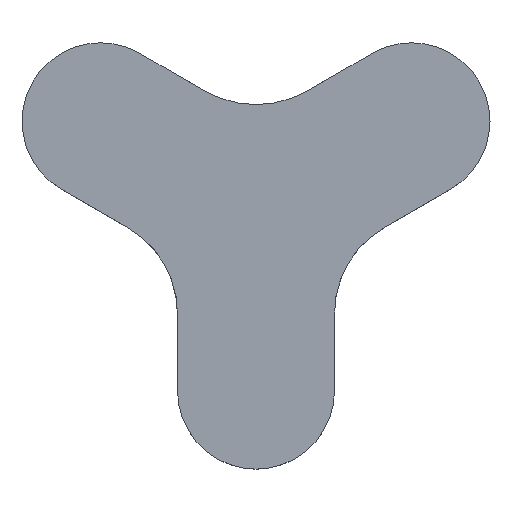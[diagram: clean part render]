
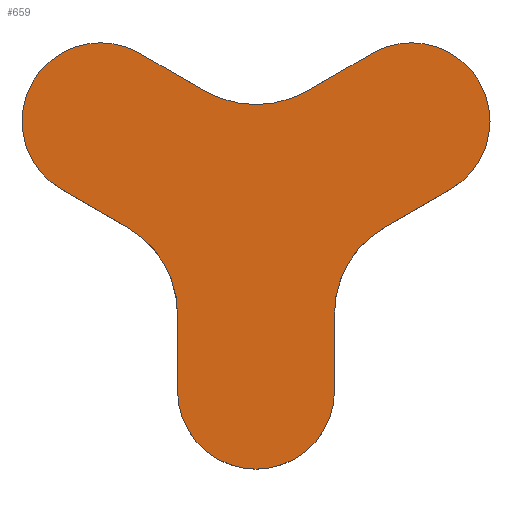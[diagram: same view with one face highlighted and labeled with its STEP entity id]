
A CAD part, top view. The second image highlights one B-rep face of the part: STEP entity #659.
In plain terms, the highlighted planar face has unit normal (0, 0, 1).
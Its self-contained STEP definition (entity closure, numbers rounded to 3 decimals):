
#43=LINE('',#1468,#73);
#47=LINE('',#1477,#77);
#50=LINE('',#1485,#80);
#54=LINE('',#1573,#84);
#56=LINE('',#1580,#86);
#59=LINE('',#1587,#89);
#73=VECTOR('',#864,10.);
#77=VECTOR('',#874,10.);
#80=VECTOR('',#883,10.);
#84=VECTOR('',#907,10.);
#86=VECTOR('',#915,10.);
#89=VECTOR('',#924,10.);
#100=PLANE('',#739);
#185=FACE_OUTER_BOUND('',#236,.T.);
#236=EDGE_LOOP('',(#601,#602,#603,#604,#605,#606,#607,#608,#609,#610,#611,
#612));
#270=CIRCLE('',#718,7.646);
#271=CIRCLE('',#721,10.);
#272=CIRCLE('',#724,7.646);
#274=CIRCLE('',#731,9.74);
#275=CIRCLE('',#734,9.736);
#276=CIRCLE('',#737,7.646);
#320=VERTEX_POINT('',#1465);
#321=VERTEX_POINT('',#1467);
#322=VERTEX_POINT('',#1471);
#323=VERTEX_POINT('',#1475);
#324=VERTEX_POINT('',#1479);
#325=VERTEX_POINT('',#1483);
#326=VERTEX_POINT('',#1487);
#330=VERTEX_POINT('',#1567);
#331=VERTEX_POINT('',#1569);
#332=VERTEX_POINT('',#1575);
#333=VERTEX_POINT('',#1579);
#334=VERTEX_POINT('',#1583);
#402=EDGE_CURVE('',#321,#320,#43,.F.);
#405=EDGE_CURVE('',#320,#322,#270,.F.);
#407=EDGE_CURVE('',#322,#323,#47,.F.);
#409=EDGE_CURVE('',#323,#324,#271,.F.);
#411=EDGE_CURVE('',#324,#325,#50,.F.);
#413=EDGE_CURVE('',#325,#326,#272,.F.);
#418=EDGE_CURVE('',#331,#330,#274,.F.);
#420=EDGE_CURVE('',#326,#331,#54,.F.);
#421=EDGE_CURVE('',#332,#321,#275,.F.);
#423=EDGE_CURVE('',#333,#332,#56,.F.);
#425=EDGE_CURVE('',#334,#333,#276,.F.);
#427=EDGE_CURVE('',#330,#334,#59,.F.);
#601=ORIENTED_EDGE('',*,*,#427,.T.);
#602=ORIENTED_EDGE('',*,*,#425,.T.);
#603=ORIENTED_EDGE('',*,*,#423,.T.);
#604=ORIENTED_EDGE('',*,*,#421,.T.);
#605=ORIENTED_EDGE('',*,*,#402,.T.);
#606=ORIENTED_EDGE('',*,*,#405,.T.);
#607=ORIENTED_EDGE('',*,*,#407,.T.);
#608=ORIENTED_EDGE('',*,*,#409,.T.);
#609=ORIENTED_EDGE('',*,*,#411,.T.);
#610=ORIENTED_EDGE('',*,*,#413,.T.);
#611=ORIENTED_EDGE('',*,*,#420,.T.);
#612=ORIENTED_EDGE('',*,*,#418,.T.);
#659=ADVANCED_FACE('',(#185),#100,.F.);
#718=AXIS2_PLACEMENT_3D('',#1473,#869,#870);
#721=AXIS2_PLACEMENT_3D('',#1481,#878,#879);
#724=AXIS2_PLACEMENT_3D('',#1489,#887,#888);
#731=AXIS2_PLACEMENT_3D('',#1570,#902,#903);
#734=AXIS2_PLACEMENT_3D('',#1576,#910,#911);
#737=AXIS2_PLACEMENT_3D('',#1584,#919,#920);
#739=AXIS2_PLACEMENT_3D('',#1588,#925,#926);
#864=DIRECTION('',(-0.866,-0.5,0.));
#869=DIRECTION('center_axis',(0.,0.,
-1.));
#870=DIRECTION('ref_axis',(0.5,-0.866,0.));
#874=DIRECTION('',(0.866,0.5,0.));
#878=DIRECTION('center_axis',(0.,0.,
1.));
#879=DIRECTION('ref_axis',(-0.5,-0.866,0.));
#883=DIRECTION('',(0.866,-0.5,0.));
#887=DIRECTION('center_axis',(0.,0.,
-1.));
#888=DIRECTION('ref_axis',(0.5,0.866,0.));
#902=DIRECTION('center_axis',(0.,0.,
1.));
#903=DIRECTION('ref_axis',(1.,0.,0.));
#907=DIRECTION('',(-0.866,0.5,0.));
#910=DIRECTION('center_axis',(0.,0.,
1.));
#911=DIRECTION('ref_axis',(-0.5,0.866,0.));
#915=DIRECTION('',(0.,-1.,0.));
#919=DIRECTION('center_axis',(0.,0.,
-1.));
#920=DIRECTION('ref_axis',(-1.,0.,0.));
#924=DIRECTION('',(0.,1.,0.));
#925=DIRECTION('center_axis',(0.,0.,
-1.));
#926=DIRECTION('ref_axis',(1.,0.,0.));
#1465=CARTESIAN_POINT('',(18.978,2.129,5.));
#1467=CARTESIAN_POINT('',(12.514,-1.604,5.));
#1468=CARTESIAN_POINT('',(9.824,-3.157,5.));
#1471=CARTESIAN_POINT('',(11.333,15.371,5.));
#1473=CARTESIAN_POINT('Origin',(15.155,8.75,5.));
#1475=CARTESIAN_POINT('',(5.,11.715,5.));
#1477=CARTESIAN_POINT('',(5.41,11.952,5.));
#1479=CARTESIAN_POINT('',(-5.,11.715,5.));
#1481=CARTESIAN_POINT('Origin',(0.,20.376,5.));
#1483=CARTESIAN_POINT('',(-11.333,15.371,5.));
#1485=CARTESIAN_POINT('',(1.75,7.818,5.));
#1487=CARTESIAN_POINT('',(-18.978,2.129,5.));
#1489=CARTESIAN_POINT('Origin',(-15.155,8.75,5.));
#1567=CARTESIAN_POINT('',(-7.646,-10.038,5.));
#1569=CARTESIAN_POINT('',(-12.516,-1.603,5.));
#1570=CARTESIAN_POINT('Origin',(-17.386,-10.038,5.));
#1573=CARTESIAN_POINT('',(-9.062,-3.596,5.));
#1575=CARTESIAN_POINT('',(7.646,-10.035,5.));
#1576=CARTESIAN_POINT('Origin',(17.381,-10.035,5.));
#1579=CARTESIAN_POINT('',(7.646,-17.5,5.));
#1580=CARTESIAN_POINT('',(7.646,-9.538,5.));
#1583=CARTESIAN_POINT('',(-7.646,-17.5,5.));
#1584=CARTESIAN_POINT('Origin',(0.,-17.5,5.));
#1587=CARTESIAN_POINT('',(-7.646,-5.807,5.));
#1588=CARTESIAN_POINT('Origin',(5.325,-1.576,5.));
